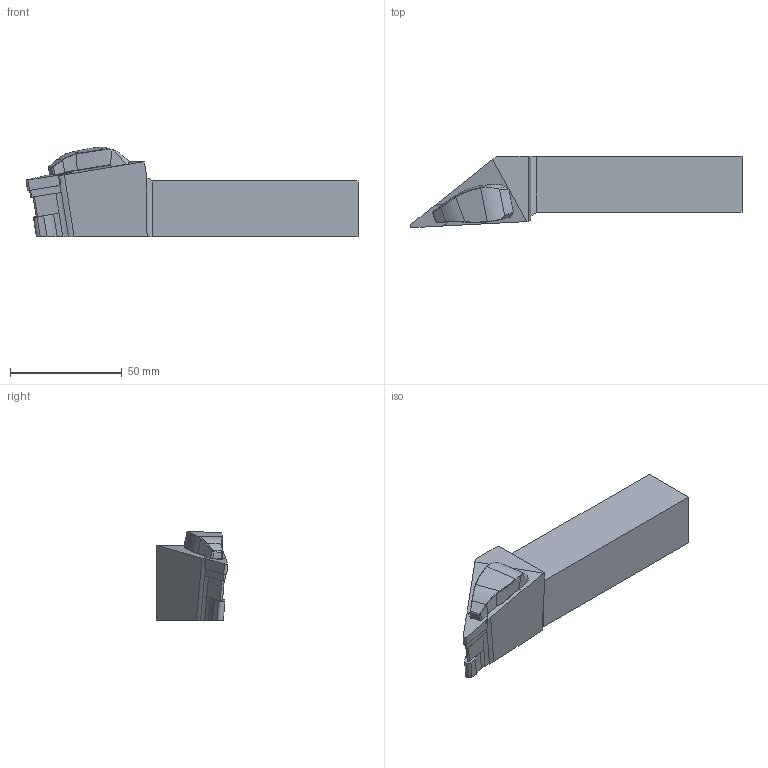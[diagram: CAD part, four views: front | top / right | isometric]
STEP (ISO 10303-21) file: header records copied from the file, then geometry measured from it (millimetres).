
FILE_DESCRIPTION(/* description */ (''),/* implementation_level */ '2;1');
FILE_NAME(/* name */ 'TVJNR-2525-M16-H.stp',/* time_stamp */ '2023-10-17T08:51:35+03:00',/* author */ (''),/* organization */ (''),/* preprocessor_version */ 'ST-DEVELOPER v19.4',/* originating_system */ 'SIEMENS PLM Software NX2306.3001',/* authorisation */ '');
FILE_SCHEMA (('AUTOMOTIVE_DESIGN { 1 0 10303 214 3 1 1 1 }'));
Length unit declared in the file: millimetre
Products named in the file (1): TVJNR-2525-M16-H
Bounding box: 148.34 x 31.87 x 40.17 mm (x, y, z)
Volume: 92199 mm3; surface area: 17426.6 mm2
Topology: 2 solids, 2 shells, 134 faces, 346 edges, 216 vertices
Faces by surface type: plane 66, bspline 25, cylinder 22, cone 12, extrusion 8, torus 1
Entity records: 4398 total; most frequent: CARTESIAN_POINT 1407, ORIENTED_EDGE 688, DIRECTION 491, EDGE_CURVE 344, VERTEX_POINT 216, VECTOR 177, LINE 169, AXIS2_PLACEMENT_3D 157
